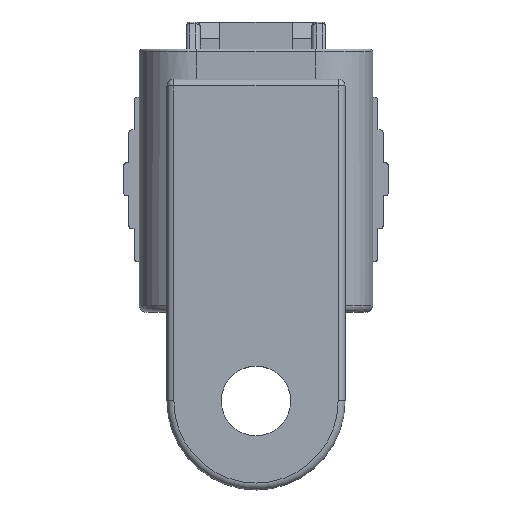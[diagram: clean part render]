
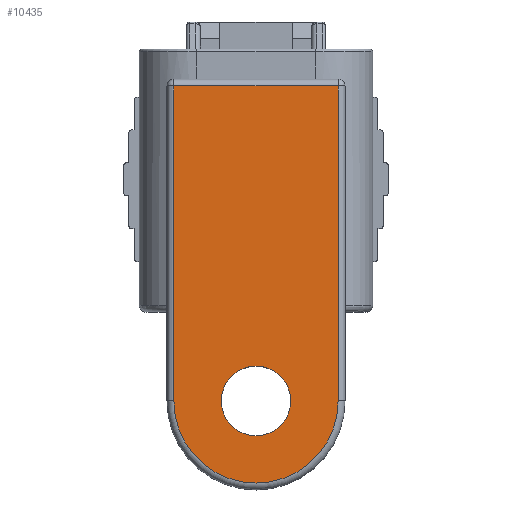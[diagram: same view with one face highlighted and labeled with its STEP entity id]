
A CAD part, top view. The second image highlights one B-rep face of the part: STEP entity #10435.
In plain terms, the highlighted planar face has unit normal (0, 0, 1).
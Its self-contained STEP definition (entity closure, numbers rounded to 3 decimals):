
#2916=CARTESIAN_POINT('',(0.,-6.6,8.34));
#2917=DIRECTION('',(0.,0.,1.));
#2918=DIRECTION('',(0.,-1.,0.));
#2919=AXIS2_PLACEMENT_3D('',#2916,#2917,#2918);
#2921=CARTESIAN_POINT('',(0.,-6.6,8.34));
#2922=DIRECTION('',(0.,0.,1.));
#2923=DIRECTION('',(0.,1.,0.));
#2924=AXIS2_PLACEMENT_3D('',#2921,#2922,#2923);
#2926=DIRECTION('',(0.,1.,0.));
#2927=VECTOR('',#2926,23.);
#2928=CARTESIAN_POINT('',(6.,-6.6,8.34));
#2929=LINE('',#2928,#2927);
#2930=CARTESIAN_POINT('',(0.,-6.6,8.34));
#2931=DIRECTION('',(0.,0.,1.));
#2932=DIRECTION('',(-1.,0.,0.));
#2933=AXIS2_PLACEMENT_3D('',#2930,#2931,#2932);
#2935=DIRECTION('',(0.,-1.,0.));
#2936=VECTOR('',#2935,23.);
#2937=CARTESIAN_POINT('',(-6.,16.4,8.34));
#2938=LINE('',#2937,#2936);
#2939=DIRECTION('',(-1.,0.,0.));
#2940=VECTOR('',#2939,12.);
#2941=CARTESIAN_POINT('',(6.,16.4,8.34));
#2942=LINE('',#2941,#2940);
#6579=CARTESIAN_POINT('',(0.,-9.14,8.34));
#6580=CARTESIAN_POINT('',(0.,-4.06,8.34));
#6581=VERTEX_POINT('',#6579);
#6582=VERTEX_POINT('',#6580);
#6663=CARTESIAN_POINT('',(6.,-6.6,8.34));
#6664=CARTESIAN_POINT('',(6.,16.4,8.34));
#6665=VERTEX_POINT('',#6663);
#6666=VERTEX_POINT('',#6664);
#6667=CARTESIAN_POINT('',(-6.,-6.6,8.34));
#6668=VERTEX_POINT('',#6667);
#6671=CARTESIAN_POINT('',(-6.,16.4,8.34));
#6672=VERTEX_POINT('',#6671);
#10415=CARTESIAN_POINT('',(0.,19.1,8.34));
#10416=DIRECTION('',(0.,0.,-1.));
#10417=DIRECTION('',(0.,-1.,0.));
#10418=AXIS2_PLACEMENT_3D('',#10415,#10416,#10417);
#10419=PLANE('',#10418);
#10421=ORIENTED_EDGE('',*,*,#10420,.F.);
#10423=ORIENTED_EDGE('',*,*,#10422,.F.);
#10425=ORIENTED_EDGE('',*,*,#10424,.F.);
#10426=ORIENTED_EDGE('',*,*,#10405,.F.);
#10427=EDGE_LOOP('',(#10421,#10423,#10425,#10426));
#10428=FACE_OUTER_BOUND('',#10427,.F.);
#10430=ORIENTED_EDGE('',*,*,#10429,.T.);
#10432=ORIENTED_EDGE('',*,*,#10431,.T.);
#10433=EDGE_LOOP('',(#10430,#10432));
#10434=FACE_BOUND('',#10433,.F.);
#10435=ADVANCED_FACE('',(#10428,#10434),#10419,.F.);
#2920=CIRCLE('',#2919,2.54);
#2925=CIRCLE('',#2924,2.54);
#2934=CIRCLE('',#2933,6.);
#10405=EDGE_CURVE('',#6666,#6672,#2942,.T.);
#10420=EDGE_CURVE('',#6665,#6666,#2929,.T.);
#10422=EDGE_CURVE('',#6668,#6665,#2934,.T.);
#10424=EDGE_CURVE('',#6672,#6668,#2938,.T.);
#10429=EDGE_CURVE('',#6581,#6582,#2920,.T.);
#10431=EDGE_CURVE('',#6582,#6581,#2925,.T.);
